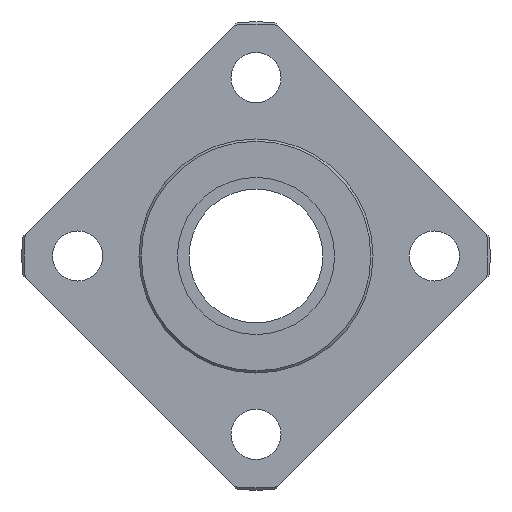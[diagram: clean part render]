
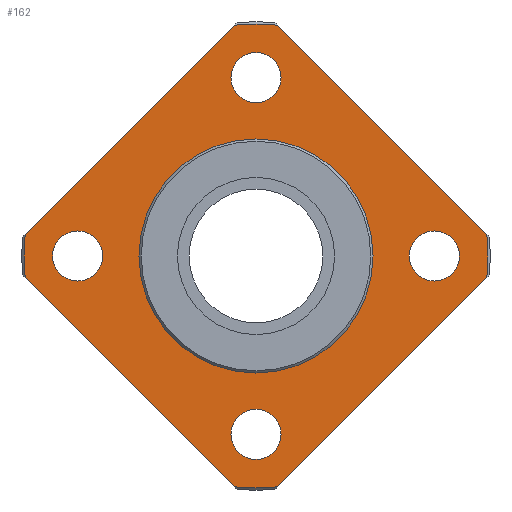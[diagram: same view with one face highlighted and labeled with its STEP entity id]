
A CAD part, left-side view. The second image highlights one B-rep face of the part: STEP entity #162.
In plain terms, the highlighted planar face has unit normal (-1, 0, 0).
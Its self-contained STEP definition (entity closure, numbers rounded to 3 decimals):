
#162 = ADVANCED_FACE( '', ( #343, #344, #345, #346, #347, #348 ), #349, .T. );
#343 = FACE_BOUND( '', #529, .T. );
#344 = FACE_BOUND( '', #530, .T. );
#345 = FACE_BOUND( '', #531, .T. );
#346 = FACE_OUTER_BOUND( '', #532, .T. );
#347 = FACE_BOUND( '', #533, .T. );
#348 = FACE_BOUND( '', #534, .T. );
#349 = PLANE( '', #535 );
#529 = EDGE_LOOP( '', ( #838 ) );
#530 = EDGE_LOOP( '', ( #839 ) );
#531 = EDGE_LOOP( '', ( #840 ) );
#532 = EDGE_LOOP( '', ( #841, #842, #843, #844, #845, #846, #847, #848 ) );
#533 = EDGE_LOOP( '', ( #849 ) );
#534 = EDGE_LOOP( '', ( #850 ) );
#535 = AXIS2_PLACEMENT_3D( '', #851, #852, #853 );
#838 = ORIENTED_EDGE( '', *, *, #985, .T. );
#839 = ORIENTED_EDGE( '', *, *, #1012, .T. );
#840 = ORIENTED_EDGE( '', *, *, #933, .T. );
#841 = ORIENTED_EDGE( '', *, *, #1015, .F. );
#842 = ORIENTED_EDGE( '', *, *, #940, .F. );
#843 = ORIENTED_EDGE( '', *, *, #1024, .F. );
#844 = ORIENTED_EDGE( '', *, *, #962, .F. );
#845 = ORIENTED_EDGE( '', *, *, #1019, .F. );
#846 = ORIENTED_EDGE( '', *, *, #926, .F. );
#847 = ORIENTED_EDGE( '', *, *, #998, .F. );
#848 = ORIENTED_EDGE( '', *, *, #1021, .F. );
#849 = ORIENTED_EDGE( '', *, *, #991, .T. );
#850 = ORIENTED_EDGE( '', *, *, #1026, .T. );
#851 = CARTESIAN_POINT( '', ( 6., 20.8, 0. ) );
#852 = DIRECTION( '', ( -1., 0., 0. ) );
#853 = DIRECTION( '', ( 0., 0., 1. ) );
#926 = EDGE_CURVE( '', #1059, #1061, #1062, .T. );
#933 = EDGE_CURVE( '', #1073, #1073, #1074, .T. );
#940 = EDGE_CURVE( '', #1083, #1085, #1086, .T. );
#962 = EDGE_CURVE( '', #1120, #1122, #1123, .T. );
#985 = EDGE_CURVE( '', #1157, #1157, #1158, .T. );
#991 = EDGE_CURVE( '', #1167, #1167, #1168, .T. );
#998 = EDGE_CURVE( '', #1176, #1059, #1179, .T. );
#1012 = EDGE_CURVE( '', #1196, #1196, #1197, .F. );
#1015 = EDGE_CURVE( '', #1085, #1200, #1201, .T. );
#1019 = EDGE_CURVE( '', #1061, #1120, #1205, .T. );
#1021 = EDGE_CURVE( '', #1200, #1176, #1207, .T. );
#1024 = EDGE_CURVE( '', #1122, #1083, #1210, .T. );
#1026 = EDGE_CURVE( '', #1212, #1212, #1213, .T. );
#1059 = VERTEX_POINT( '', #1257 );
#1061 = VERTEX_POINT( '', #1262 );
#1062 = LINE( '', #1263, #1264 );
#1073 = VERTEX_POINT( '', #1283 );
#1074 = CIRCLE( '', #1284, 2.25 );
#1083 = VERTEX_POINT( '', #1296 );
#1085 = VERTEX_POINT( '', #1301 );
#1086 = LINE( '', #1302, #1303 );
#1120 = VERTEX_POINT( '', #1353 );
#1122 = VERTEX_POINT( '', #1358 );
#1123 = LINE( '', #1359, #1360 );
#1157 = VERTEX_POINT( '', #1401 );
#1158 = CIRCLE( '', #1402, 10.486 );
#1167 = VERTEX_POINT( '', #1411 );
#1168 = CIRCLE( '', #1412, 2.25 );
#1176 = VERTEX_POINT( '', #1420 );
#1179 = CIRCLE( '', #1426, 20.8 );
#1196 = VERTEX_POINT( '', #1444 );
#1197 = CIRCLE( '', #1445, 2.25 );
#1200 = VERTEX_POINT( '', #1448 );
#1201 = CIRCLE( '', #1449, 20.8 );
#1205 = CIRCLE( '', #1456, 20.8 );
#1207 = LINE( '', #1458, #1459 );
#1210 = CIRCLE( '', #1463, 20.8 );
#1212 = VERTEX_POINT( '', #1465 );
#1213 = CIRCLE( '', #1466, 2.25 );
#1257 = CARTESIAN_POINT( '', ( 6., -1.916, 20.712 ) );
#1262 = CARTESIAN_POINT( '', ( 6., -20.712, 1.916 ) );
#1263 = CARTESIAN_POINT( '', ( 6., -0.914, 21.714 ) );
#1264 = VECTOR( '', #1495, 1000. );
#1283 = CARTESIAN_POINT( '', ( 6., 0., -18.25 ) );
#1284 = AXIS2_PLACEMENT_3D( '', #1501, #1502, #1503 );
#1296 = CARTESIAN_POINT( '', ( 6., 1.916, -20.712 ) );
#1301 = CARTESIAN_POINT( '', ( 6., 20.712, -1.916 ) );
#1302 = CARTESIAN_POINT( '', ( 6., 21.714, -0.914 ) );
#1303 = VECTOR( '', #1510, 1000. );
#1353 = CARTESIAN_POINT( '', ( 6., -20.712, -1.916 ) );
#1358 = CARTESIAN_POINT( '', ( 6., -1.916, -20.712 ) );
#1359 = CARTESIAN_POINT( '', ( 6., -0.914, -21.714 ) );
#1360 = VECTOR( '', #1536, 1000. );
#1401 = CARTESIAN_POINT( '', ( 6., 0., -10.486 ) );
#1402 = AXIS2_PLACEMENT_3D( '', #1574, #1575, #1576 );
#1411 = CARTESIAN_POINT( '', ( 6., -16., -2.25 ) );
#1412 = AXIS2_PLACEMENT_3D( '', #1586, #1587, #1588 );
#1420 = CARTESIAN_POINT( '', ( 6., 1.916, 20.712 ) );
#1426 = AXIS2_PLACEMENT_3D( '', #1595, #1596, #1597 );
#1444 = CARTESIAN_POINT( '', ( 6., 16., 2.25 ) );
#1445 = AXIS2_PLACEMENT_3D( '', #1617, #1618, #1619 );
#1448 = CARTESIAN_POINT( '', ( 6., 20.712, 1.916 ) );
#1449 = AXIS2_PLACEMENT_3D( '', #1620, #1621, #1622 );
#1456 = AXIS2_PLACEMENT_3D( '', #1623, #1624, #1625 );
#1458 = CARTESIAN_POINT( '', ( 6., 21.714, 0.914 ) );
#1459 = VECTOR( '', #1626, 1000. );
#1463 = AXIS2_PLACEMENT_3D( '', #1628, #1629, #1630 );
#1465 = CARTESIAN_POINT( '', ( 6., 0., 13.75 ) );
#1466 = AXIS2_PLACEMENT_3D( '', #1631, #1632, #1633 );
#1495 = DIRECTION( '', ( 0., -0.707, -0.707 ) );
#1501 = CARTESIAN_POINT( '', ( 6., 0., -16. ) );
#1502 = DIRECTION( '', ( 1., 0., 0. ) );
#1503 = DIRECTION( '', ( 0., 0., -1. ) );
#1510 = DIRECTION( '', ( 0., 0.707, 0.707 ) );
#1536 = DIRECTION( '', ( 0., 0.707, -0.707 ) );
#1574 = CARTESIAN_POINT( '', ( 6., 0., 0. ) );
#1575 = DIRECTION( '', ( 1., 0., 0. ) );
#1576 = DIRECTION( '', ( 0., 0., -1. ) );
#1586 = CARTESIAN_POINT( '', ( 6., -16., 0. ) );
#1587 = DIRECTION( '', ( 1., 0., 0. ) );
#1588 = DIRECTION( '', ( 0., 0., -1. ) );
#1595 = CARTESIAN_POINT( '', ( 6., 0., 0. ) );
#1596 = DIRECTION( '', ( 1., 0., 0. ) );
#1597 = DIRECTION( '', ( 0., 0., -1. ) );
#1617 = CARTESIAN_POINT( '', ( 6., 16., 0. ) );
#1618 = DIRECTION( '', ( -1., 0., 0. ) );
#1619 = DIRECTION( '', ( 0., 0., 1. ) );
#1620 = CARTESIAN_POINT( '', ( 6., 0., 0. ) );
#1621 = DIRECTION( '', ( 1., 0., 0. ) );
#1622 = DIRECTION( '', ( 0., 0., -1. ) );
#1623 = CARTESIAN_POINT( '', ( 6., 0., 0. ) );
#1624 = DIRECTION( '', ( 1., 0., 0. ) );
#1625 = DIRECTION( '', ( 0., 0., -1. ) );
#1626 = DIRECTION( '', ( 0., -0.707, 0.707 ) );
#1628 = CARTESIAN_POINT( '', ( 6., 0., 0. ) );
#1629 = DIRECTION( '', ( 1., 0., 0. ) );
#1630 = DIRECTION( '', ( 0., 0., -1. ) );
#1631 = CARTESIAN_POINT( '', ( 6., 0., 16. ) );
#1632 = DIRECTION( '', ( 1., 0., 0. ) );
#1633 = DIRECTION( '', ( 0., 0., -1. ) );
